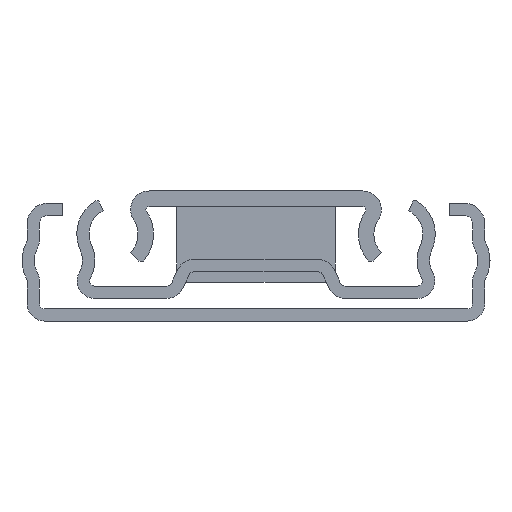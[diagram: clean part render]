
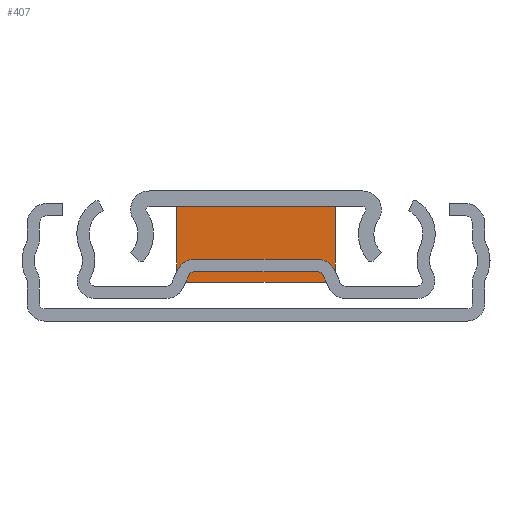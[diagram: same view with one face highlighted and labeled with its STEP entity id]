
A CAD part, left-side view. The second image highlights one B-rep face of the part: STEP entity #407.
In plain terms, the highlighted planar face has unit normal (-1, 0, 0).
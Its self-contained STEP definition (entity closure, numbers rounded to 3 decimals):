
#244 = VECTOR ( 'NONE', #8990, 1000. ) ;
#247 = CARTESIAN_POINT ( 'NONE',  ( -1.5, -7.75, -8.907 ) ) ;
#323 = CARTESIAN_POINT ( 'NONE',  ( -1.5, -7.75, -8.907 ) ) ;
#398 = PLANE ( 'NONE',  #7486 ) ;
#407 = ADVANCED_FACE ( 'NONE', ( #6165 ), #398, .F. ) ;
#856 = CARTESIAN_POINT ( 'NONE',  ( -1.5, -7.75, -1.507 ) ) ;
#1160 = EDGE_CURVE ( 'NONE', #8229, #7054, #2197, .T. ) ;
#2057 = CARTESIAN_POINT ( 'NONE',  ( -1.5, -7.75, -8.907 ) ) ;
#2197 = LINE ( 'NONE', #2057, #7327 ) ;
#2810 = VERTEX_POINT ( 'NONE', #9194 ) ;
#3169 = ORIENTED_EDGE ( 'NONE', *, *, #5193, .F. ) ;
#3178 = LINE ( 'NONE', #323, #244 ) ;
#3501 = LINE ( 'NONE', #6415, #8045 ) ;
#4063 = CARTESIAN_POINT ( 'NONE',  ( -1.5, -7.75, -8.907 ) ) ;
#4200 = EDGE_CURVE ( 'NONE', #8229, #2810, #3178, .T. ) ;
#4216 = DIRECTION ( 'NONE',  ( 0., 0., 1. ) ) ;
#4225 = CARTESIAN_POINT ( 'NONE',  ( -1.5, 7.75, -1.507 ) ) ;
#4322 = VERTEX_POINT ( 'NONE', #4225 ) ;
#4485 = ORIENTED_EDGE ( 'NONE', *, *, #1160, .T. ) ;
#4517 = ORIENTED_EDGE ( 'NONE', *, *, #4200, .F. ) ;
#4665 = EDGE_CURVE ( 'NONE', #7054, #4322, #3501, .T. ) ;
#5010 = DIRECTION ( 'NONE',  ( 0., 0., 1. ) ) ;
#5193 = EDGE_CURVE ( 'NONE', #2810, #4322, #9115, .T. ) ;
#6165 = FACE_OUTER_BOUND ( 'NONE', #8554, .T. ) ;
#6415 = CARTESIAN_POINT ( 'NONE',  ( -1.5, -7.75, -1.507 ) ) ;
#6723 = ORIENTED_EDGE ( 'NONE', *, *, #4665, .T. ) ;
#6842 = DIRECTION ( 'NONE',  ( 1., 0., 0. ) ) ;
#6986 = DIRECTION ( 'NONE',  ( 0., 1., 0. ) ) ;
#7054 = VERTEX_POINT ( 'NONE', #856 ) ;
#7139 = CARTESIAN_POINT ( 'NONE',  ( -1.5, 7.75, -8.907 ) ) ;
#7327 = VECTOR ( 'NONE', #5010, 1000. ) ;
#7486 = AXIS2_PLACEMENT_3D ( 'NONE', #4063, #6842, #7513 ) ;
#7513 = DIRECTION ( 'NONE',  ( 0., 1., 0. ) ) ;
#8045 = VECTOR ( 'NONE', #6986, 1000. ) ;
#8229 = VERTEX_POINT ( 'NONE', #247 ) ;
#8554 = EDGE_LOOP ( 'NONE', ( #6723, #3169, #4517, #4485 ) ) ;
#8930 = VECTOR ( 'NONE', #4216, 1000. ) ;
#8990 = DIRECTION ( 'NONE',  ( 0., 1., 0. ) ) ;
#9115 = LINE ( 'NONE', #7139, #8930 ) ;
#9194 = CARTESIAN_POINT ( 'NONE',  ( -1.5, 7.75, -8.907 ) ) ;
